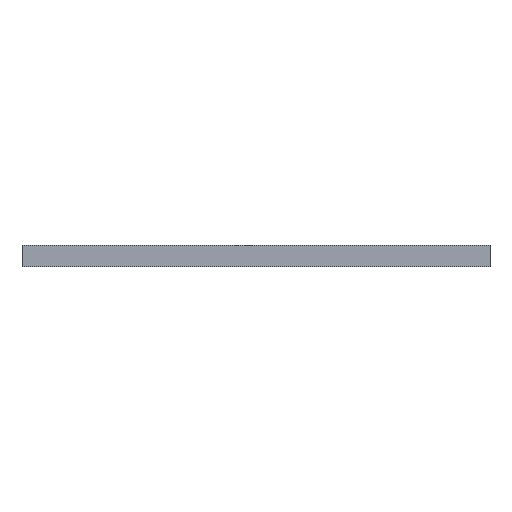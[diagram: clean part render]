
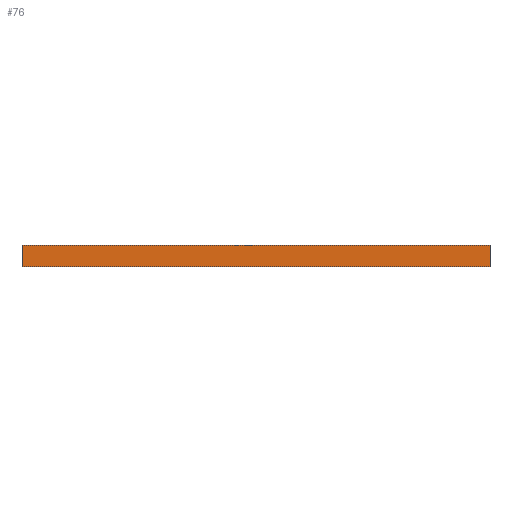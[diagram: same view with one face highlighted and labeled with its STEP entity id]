
A CAD part, left-side view. The second image highlights one B-rep face of the part: STEP entity #76.
In plain terms, the highlighted planar face has unit normal (-1, -0.002, 0).
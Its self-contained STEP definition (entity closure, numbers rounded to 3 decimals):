
#76 = ADVANCED_FACE('',(#77),#111,.T.);
#77 = FACE_BOUND('',#78,.T.);
#78 = EDGE_LOOP('',(#79,#89,#97,#105));
#79 = ORIENTED_EDGE('',*,*,#80,.T.);
#80 = EDGE_CURVE('',#81,#83,#85,.T.);
#81 = VERTEX_POINT('',#82);
#82 = CARTESIAN_POINT('',(92.975,-91.275,0.));
#83 = VERTEX_POINT('',#84);
#84 = CARTESIAN_POINT('',(92.975,-91.275,-1.6));
#85 = LINE('',#86,#87);
#86 = CARTESIAN_POINT('',(92.975,-91.275,0.));
#87 = VECTOR('',#88,1.);
#88 = DIRECTION('',(0.,0.,-1.));
#89 = ORIENTED_EDGE('',*,*,#90,.T.);
#90 = EDGE_CURVE('',#83,#91,#93,.T.);
#91 = VERTEX_POINT('',#92);
#92 = CARTESIAN_POINT('',(93.05,-126.025,-1.6));
#93 = LINE('',#94,#95);
#94 = CARTESIAN_POINT('',(92.975,-91.275,-1.6));
#95 = VECTOR('',#96,1.);
#96 = DIRECTION('',(0.002,-1.,0.));
#97 = ORIENTED_EDGE('',*,*,#98,.F.);
#98 = EDGE_CURVE('',#99,#91,#101,.T.);
#99 = VERTEX_POINT('',#100);
#100 = CARTESIAN_POINT('',(93.05,-126.025,0.));
#101 = LINE('',#102,#103);
#102 = CARTESIAN_POINT('',(93.05,-126.025,0.));
#103 = VECTOR('',#104,1.);
#104 = DIRECTION('',(0.,0.,-1.));
#105 = ORIENTED_EDGE('',*,*,#106,.F.);
#106 = EDGE_CURVE('',#81,#99,#107,.T.);
#107 = LINE('',#108,#109);
#108 = CARTESIAN_POINT('',(92.975,-91.275,0.));
#109 = VECTOR('',#110,1.);
#110 = DIRECTION('',(0.002,-1.,0.));
#111 = PLANE('',#112);
#112 = AXIS2_PLACEMENT_3D('',#113,#114,#115);
#113 = CARTESIAN_POINT('',(92.975,-91.275,0.));
#114 = DIRECTION('',(-1.,-0.002,-0.));
#115 = DIRECTION('',(0.002,-1.,0.));
